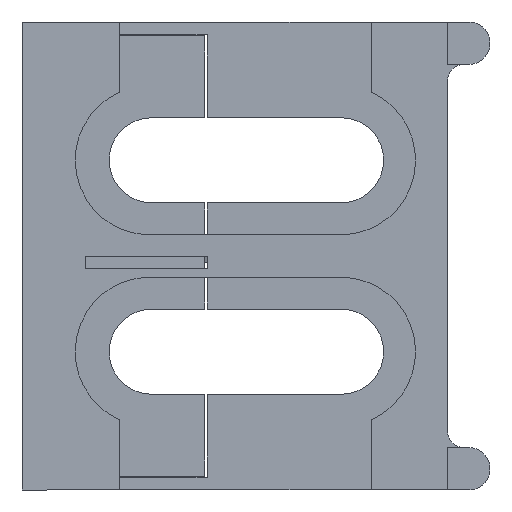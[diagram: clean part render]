
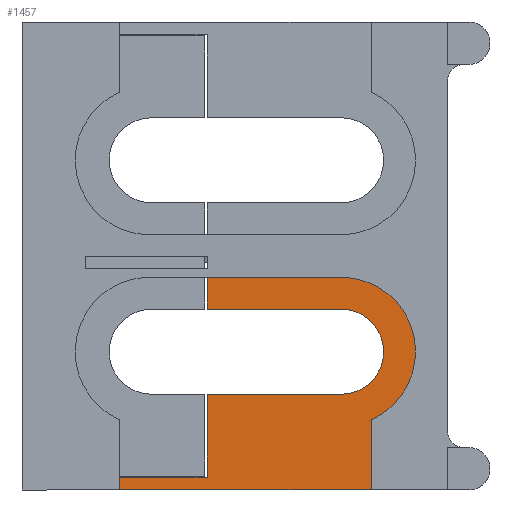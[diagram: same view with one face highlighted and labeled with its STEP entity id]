
A CAD part, front view. The second image highlights one B-rep face of the part: STEP entity #1457.
In plain terms, the highlighted planar face has unit normal (0, -1, 0).
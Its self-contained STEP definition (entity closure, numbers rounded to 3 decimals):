
#108 = AXIS2_PLACEMENT_3D ( 'NONE', #1989, #1984, #1953 ) ;
#267 = VECTOR ( 'NONE', #2663, 1000. ) ;
#292 = VECTOR ( 'NONE', #2675, 1000. ) ;
#320 = VECTOR ( 'NONE', #1783, 1000. ) ;
#321 = AXIS2_PLACEMENT_3D ( 'NONE', #1785, #1797, #1799 ) ;
#330 = CIRCLE ( 'NONE', #321, 3.5 ) ;
#336 = AXIS2_PLACEMENT_3D ( 'NONE', #2733, #2717, #2730 ) ;
#342 = VECTOR ( 'NONE', #2790, 1000. ) ;
#345 = CIRCLE ( 'NONE', #336, 2. ) ;
#352 = VECTOR ( 'NONE', #2758, 1000. ) ;
#363 = VECTOR ( 'NONE', #2771, 1000. ) ;
#364 = VECTOR ( 'NONE', #2763, 1000. ) ;
#378 = VECTOR ( 'NONE', #1820, 1000. ) ;
#382 = VECTOR ( 'NONE', #1814, 1000. ) ;
#574 = CARTESIAN_POINT ( 'NONE',  ( 459.125, 144.088, 5.1 ) ) ;
#595 = EDGE_LOOP ( 'NONE', ( #1076, #1067, #1077, #1064, #1069, #1112, #1082, #1100, #1096, #1098, #1099 ) ) ;
#645 = VERTEX_POINT ( 'NONE', #771 ) ;
#656 = VERTEX_POINT ( 'NONE', #859 ) ;
#657 = VERTEX_POINT ( 'NONE', #574 ) ;
#659 = VERTEX_POINT ( 'NONE', #662 ) ;
#660 = VERTEX_POINT ( 'NONE', #833 ) ;
#662 = CARTESIAN_POINT ( 'NONE',  ( 459.125, 144.088, 9.1 ) ) ;
#670 = VERTEX_POINT ( 'NONE', #870 ) ;
#671 = VERTEX_POINT ( 'NONE', #841 ) ;
#676 = VERTEX_POINT ( 'NONE', #854 ) ;
#678 = VERTEX_POINT ( 'NONE', #834 ) ;
#746 = VERTEX_POINT ( 'NONE', #910 ) ;
#766 = VERTEX_POINT ( 'NONE', #926 ) ;
#771 = CARTESIAN_POINT ( 'NONE',  ( 448.707, 144.088, 0.6 ) ) ;
#833 = CARTESIAN_POINT ( 'NONE',  ( 452.825, 144.088, 1.2 ) ) ;
#834 = CARTESIAN_POINT ( 'NONE',  ( 460.543, 144.088, 3.9 ) ) ;
#841 = CARTESIAN_POINT ( 'NONE',  ( 452.825, 144.088, 9.1 ) ) ;
#854 = CARTESIAN_POINT ( 'NONE',  ( 459.125, 144.088, 10.6 ) ) ;
#859 = CARTESIAN_POINT ( 'NONE',  ( 460.543, 144.088, 0.6 ) ) ;
#870 = CARTESIAN_POINT ( 'NONE',  ( 452.825, 144.088, 10.6 ) ) ;
#910 = CARTESIAN_POINT ( 'NONE',  ( 452.825, 144.088, 5.1 ) ) ;
#926 = CARTESIAN_POINT ( 'NONE',  ( 448.707, 144.088, 1.2 ) ) ;
#1064 = ORIENTED_EDGE ( 'NONE', *, *, #1646, .F. ) ;
#1067 = ORIENTED_EDGE ( 'NONE', *, *, #1718, .T. ) ;
#1069 = ORIENTED_EDGE ( 'NONE', *, *, #1728, .T. ) ;
#1076 = ORIENTED_EDGE ( 'NONE', *, *, #1666, .T. ) ;
#1077 = ORIENTED_EDGE ( 'NONE', *, *, #1705, .F. ) ;
#1082 = ORIENTED_EDGE ( 'NONE', *, *, #1715, .T. ) ;
#1096 = ORIENTED_EDGE ( 'NONE', *, *, #1700, .T. ) ;
#1098 = ORIENTED_EDGE ( 'NONE', *, *, #1696, .T. ) ;
#1099 = ORIENTED_EDGE ( 'NONE', *, *, #1695, .T. ) ;
#1100 = ORIENTED_EDGE ( 'NONE', *, *, #1733, .F. ) ;
#1112 = ORIENTED_EDGE ( 'NONE', *, *, #1675, .T. ) ;
#1457 = ADVANCED_FACE ( 'NONE', ( #1957 ), #1956, .T. ) ;
#1646 = EDGE_CURVE ( 'NONE', #671, #670, #2627, .T. ) ;
#1666 = EDGE_CURVE ( 'NONE', #656, #678, #2686, .T. ) ;
#1675 = EDGE_CURVE ( 'NONE', #659, #657, #345, .T. ) ;
#1695 = EDGE_CURVE ( 'NONE', #645, #656, #2761, .T. ) ;
#1696 = EDGE_CURVE ( 'NONE', #766, #645, #2796, .T. ) ;
#1700 = EDGE_CURVE ( 'NONE', #660, #766, #2800, .T. ) ;
#1705 = EDGE_CURVE ( 'NONE', #670, #676, #2801, .T. ) ;
#1715 = EDGE_CURVE ( 'NONE', #657, #746, #1753, .T. ) ;
#1718 = EDGE_CURVE ( 'NONE', #678, #676, #330, .T. ) ;
#1728 = EDGE_CURVE ( 'NONE', #671, #659, #1822, .T. ) ;
#1733 = EDGE_CURVE ( 'NONE', #660, #746, #1809, .T. ) ;
#1753 = LINE ( 'NONE', #1778, #320 ) ;
#1778 = CARTESIAN_POINT ( 'NONE',  ( 479.585, 144.088, 5.1 ) ) ;
#1783 = DIRECTION ( 'NONE',  ( -1., 0., 0. ) ) ;
#1785 = CARTESIAN_POINT ( 'NONE',  ( 459.125, 144.088, 7.1 ) ) ;
#1797 = DIRECTION ( 'NONE',  ( 0., -1., 0. ) ) ;
#1799 = DIRECTION ( 'NONE',  ( 0., 0., 1. ) ) ;
#1809 = LINE ( 'NONE', #1824, #378 ) ;
#1814 = DIRECTION ( 'NONE',  ( 1., 0., 0. ) ) ;
#1820 = DIRECTION ( 'NONE',  ( 0., 0., 1. ) ) ;
#1822 = LINE ( 'NONE', #1836, #382 ) ;
#1824 = CARTESIAN_POINT ( 'NONE',  ( 452.825, 144.088, 40.398 ) ) ;
#1836 = CARTESIAN_POINT ( 'NONE',  ( 479.585, 144.088, 9.1 ) ) ;
#1953 = DIRECTION ( 'NONE',  ( 0., 0., -1. ) ) ;
#1956 = PLANE ( 'NONE',  #108 ) ;
#1957 = FACE_OUTER_BOUND ( 'NONE', #595, .T. ) ;
#1984 = DIRECTION ( 'NONE',  ( 0., -1., 0. ) ) ;
#1989 = CARTESIAN_POINT ( 'NONE',  ( 479.585, 144.088, 34.6 ) ) ;
#2627 = LINE ( 'NONE', #2652, #267 ) ;
#2652 = CARTESIAN_POINT ( 'NONE',  ( 452.825, 144.088, -17.198 ) ) ;
#2663 = DIRECTION ( 'NONE',  ( 0., 0., 1. ) ) ;
#2675 = DIRECTION ( 'NONE',  ( 0., 0., 1. ) ) ;
#2677 = CARTESIAN_POINT ( 'NONE',  ( 460.543, 144.088, 1.2 ) ) ;
#2686 = LINE ( 'NONE', #2677, #292 ) ;
#2717 = DIRECTION ( 'NONE',  ( 0., 1., 0. ) ) ;
#2730 = DIRECTION ( 'NONE',  ( 0., 0., 1. ) ) ;
#2733 = CARTESIAN_POINT ( 'NONE',  ( 459.125, 144.088, 7.1 ) ) ;
#2758 = DIRECTION ( 'NONE',  ( 1., 0., 0. ) ) ;
#2761 = LINE ( 'NONE', #2774, #352 ) ;
#2762 = CARTESIAN_POINT ( 'NONE',  ( 450.125, 144.088, 10.6 ) ) ;
#2763 = DIRECTION ( 'NONE',  ( 1., 0., 0. ) ) ;
#2771 = DIRECTION ( 'NONE',  ( -1., 0., 0. ) ) ;
#2774 = CARTESIAN_POINT ( 'NONE',  ( 465.125, 144.088, 0.6 ) ) ;
#2781 = CARTESIAN_POINT ( 'NONE',  ( 448.707, 144.088, 1.2 ) ) ;
#2790 = DIRECTION ( 'NONE',  ( 0., 0., -1. ) ) ;
#2796 = LINE ( 'NONE', #2781, #342 ) ;
#2800 = LINE ( 'NONE', #2802, #363 ) ;
#2801 = LINE ( 'NONE', #2762, #364 ) ;
#2802 = CARTESIAN_POINT ( 'NONE',  ( 479.585, 144.088, 1.2 ) ) ;
